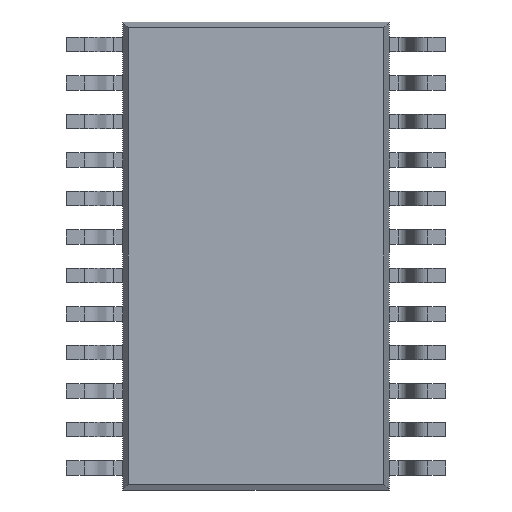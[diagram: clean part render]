
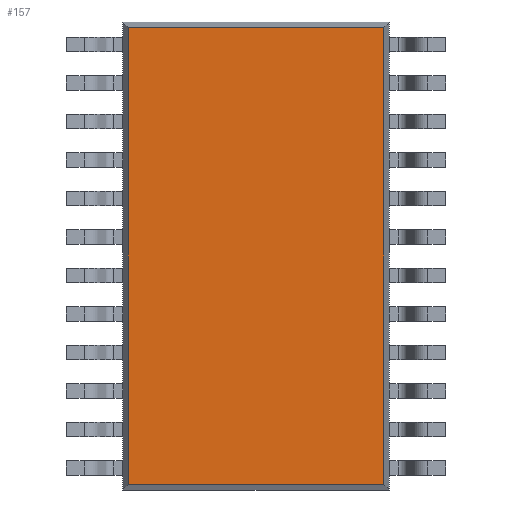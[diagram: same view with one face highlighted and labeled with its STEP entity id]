
A CAD part, front view. The second image highlights one B-rep face of the part: STEP entity #157.
In plain terms, the highlighted planar face has unit normal (0, -1, 0).
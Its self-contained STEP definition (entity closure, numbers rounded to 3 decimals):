
#6 = VERTEX_POINT ( 'NONE', #1431 ) ;
#13 = VERTEX_POINT ( 'NONE', #1438 ) ;
#157 = ADVANCED_FACE ( 'NONE', ( #546 ), #840, .F. ) ;
#240 = ORIENTED_EDGE ( 'NONE', *, *, #754, .F. ) ;
#252 = ORIENTED_EDGE ( 'NONE', *, *, #760, .F. ) ;
#256 = ORIENTED_EDGE ( 'NONE', *, *, #752, .F. ) ;
#265 = ORIENTED_EDGE ( 'NONE', *, *, #753, .F. ) ;
#358 = VERTEX_POINT ( 'NONE', #875 ) ;
#379 = VECTOR ( 'NONE', #1031, 1000. ) ;
#380 = VECTOR ( 'NONE', #1034, 1000. ) ;
#381 = VECTOR ( 'NONE', #1037, 1000. ) ;
#386 = VECTOR ( 'NONE', #1055, 1000. ) ;
#546 = FACE_OUTER_BOUND ( 'NONE', #713, .T. ) ;
#610 = AXIS2_PLACEMENT_3D ( 'NONE', #841, #842, #843 ) ;
#618 = VERTEX_POINT ( 'NONE', #904 ) ;
#713 = EDGE_LOOP ( 'NONE', ( #240, #265, #256, #252 ) ) ;
#752 = EDGE_CURVE ( 'NONE', #618, #13, #1029, .T. ) ;
#753 = EDGE_CURVE ( 'NONE', #13, #6, #1032, .T. ) ;
#754 = EDGE_CURVE ( 'NONE', #6, #358, #1035, .T. ) ;
#760 = EDGE_CURVE ( 'NONE', #358, #618, #1053, .T. ) ;
#840 = PLANE ( 'NONE',  #610 ) ;
#841 = CARTESIAN_POINT ( 'NONE',  ( -2.25, -0.5, 3.95 ) ) ;
#842 = DIRECTION ( 'NONE',  ( 0., 1., 0. ) ) ;
#843 = DIRECTION ( 'NONE',  ( 0., 0., 1. ) ) ;
#875 = CARTESIAN_POINT ( 'NONE',  ( 2.154, -0.5, -3.854 ) ) ;
#904 = CARTESIAN_POINT ( 'NONE',  ( -2.154, -0.5, -3.854 ) ) ;
#1029 = LINE ( 'NONE', #1030, #379 ) ;
#1030 = CARTESIAN_POINT ( 'NONE',  ( -2.154, -0.5, 3.95 ) ) ;
#1031 = DIRECTION ( 'NONE',  ( 0., 0., 1. ) ) ;
#1032 = LINE ( 'NONE', #1033, #380 ) ;
#1033 = CARTESIAN_POINT ( 'NONE',  ( -2.25, -0.5, 3.854 ) ) ;
#1034 = DIRECTION ( 'NONE',  ( 1., 0., 0. ) ) ;
#1035 = LINE ( 'NONE', #1036, #381 ) ;
#1036 = CARTESIAN_POINT ( 'NONE',  ( 2.154, -0.5, 3.95 ) ) ;
#1037 = DIRECTION ( 'NONE',  ( 0., 0., -1. ) ) ;
#1053 = LINE ( 'NONE', #1054, #386 ) ;
#1054 = CARTESIAN_POINT ( 'NONE',  ( -2.25, -0.5, -3.854 ) ) ;
#1055 = DIRECTION ( 'NONE',  ( -1., 0., 0. ) ) ;
#1431 = CARTESIAN_POINT ( 'NONE',  ( 2.154, -0.5, 3.854 ) ) ;
#1438 = CARTESIAN_POINT ( 'NONE',  ( -2.154, -0.5, 3.854 ) ) ;
